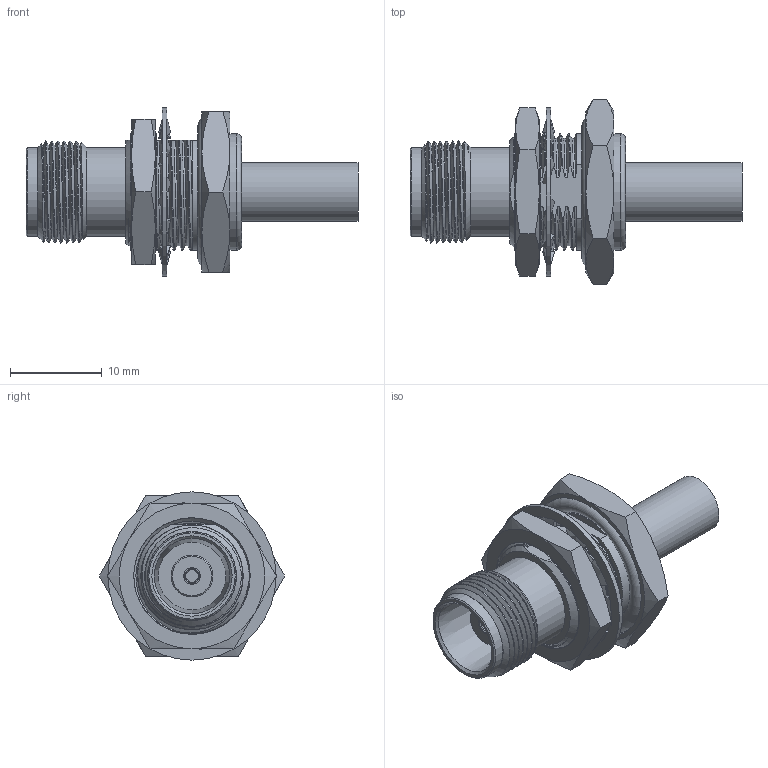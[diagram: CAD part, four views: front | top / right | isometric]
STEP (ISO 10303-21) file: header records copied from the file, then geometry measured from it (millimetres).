
FILE_DESCRIPTION (( 'STEP AP203' ), '1' );
FILE_NAME ('PE4151_3D.step', '2021-08-06T15:09:09', ( '' ), ( '' ), 'SwSTEP 2.0', 'SolidWorks 2021', '' );
FILE_SCHEMA (( 'CONFIG_CONTROL_DESIGN' ));
Length unit declared in the file: inch
Products named in the file (1): PE4151_3D
Bounding box: 36.2 x 20.21 x 18.34 mm (x, y, z)
Volume: 2923.5 mm3; surface area: 3794.6 mm2
Topology: 5 solids, 6 shells, 223 faces, 603 edges, 401 vertices
Faces by surface type: bspline 75, plane 70, cylinder 38, cone 38, torus 2
Full cylindrical faces by diameter (mm): 1.346 x1, 1.854 x1, 2.184 x1, 3.2 x1, 4.5 x1, 4.572 x1, 5.4 x1, 6.4 x1, 9.652 x2, 12.7 x1, 12.705 x1, 16.473 x1, 18.339 x1
Entity records: 18931 total; most frequent: CARTESIAN_POINT 14254, ORIENTED_EDGE 1134, DIRECTION 671, EDGE_CURVE 567, VERTEX_POINT 389, AXIS2_PLACEMENT_3D 280, EDGE_LOOP 262, B_SPLINE_CURVE_WITH_KNOTS 255
